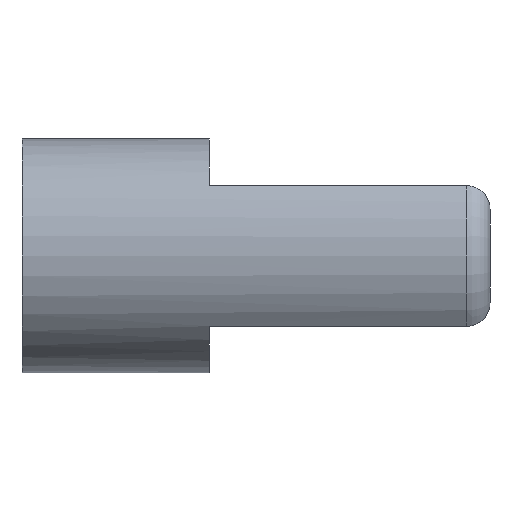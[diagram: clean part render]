
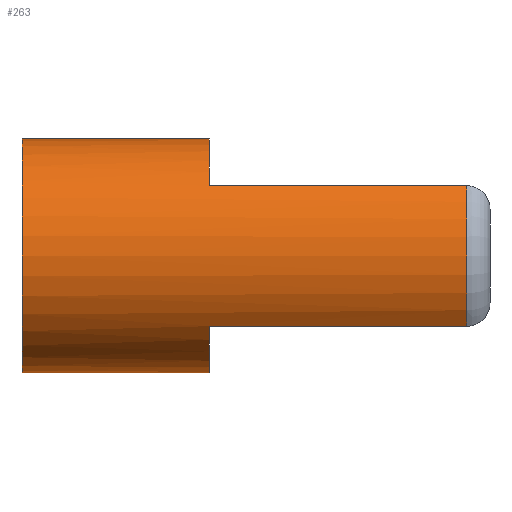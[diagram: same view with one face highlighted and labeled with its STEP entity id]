
A CAD part, left-side view. The second image highlights one B-rep face of the part: STEP entity #263.
In plain terms, the highlighted cylindrical face has radius 2.5 mm (diameter 5 mm), a partial arc.
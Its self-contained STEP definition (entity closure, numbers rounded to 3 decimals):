
#2 = DIRECTION ( 'NONE',  ( 0., 1., 0. ) ) ;
#8 = VERTEX_POINT ( 'NONE', #336 ) ;
#29 = VECTOR ( 'NONE', #296, 1000. ) ;
#33 = CARTESIAN_POINT ( 'NONE',  ( 0., 0., 0. ) ) ;
#34 = AXIS2_PLACEMENT_3D ( 'NONE', #402, #274, #230 ) ;
#50 = EDGE_CURVE ( 'NONE', #417, #300, #369, .T. ) ;
#54 = FACE_OUTER_BOUND ( 'NONE', #205, .T. ) ;
#59 = CARTESIAN_POINT ( 'NONE',  ( 0., -4., 2.5 ) ) ;
#65 = CARTESIAN_POINT ( 'NONE',  ( 0., -4., -2.5 ) ) ;
#66 = ORIENTED_EDGE ( 'NONE', *, *, #75, .F. ) ;
#75 = EDGE_CURVE ( 'NONE', #293, #258, #301, .T. ) ;
#94 = LINE ( 'NONE', #397, #400 ) ;
#95 = VERTEX_POINT ( 'NONE', #270 ) ;
#97 = CYLINDRICAL_SURFACE ( 'NONE', #34, 2.5 ) ;
#99 = LINE ( 'NONE', #370, #316 ) ;
#107 = DIRECTION ( 'NONE',  ( 0., 1., 0. ) ) ;
#113 = CARTESIAN_POINT ( 'NONE',  ( -2., -4., 1.5 ) ) ;
#117 = VERTEX_POINT ( 'NONE', #59 ) ;
#132 = DIRECTION ( 'NONE',  ( 1., 0., 0. ) ) ;
#137 = EDGE_CURVE ( 'NONE', #293, #300, #152, .T. ) ;
#150 = ORIENTED_EDGE ( 'NONE', *, *, #137, .T. ) ;
#152 = CIRCLE ( 'NONE', #419, 2.5 ) ;
#158 = CIRCLE ( 'NONE', #405, 2.5 ) ;
#159 = ORIENTED_EDGE ( 'NONE', *, *, #183, .F. ) ;
#168 = CARTESIAN_POINT ( 'NONE',  ( 0., -4., 0. ) ) ;
#176 = AXIS2_PLACEMENT_3D ( 'NONE', #238, #295, #377 ) ;
#178 = CARTESIAN_POINT ( 'NONE',  ( 0., -4., 0. ) ) ;
#183 = EDGE_CURVE ( 'NONE', #258, #95, #245, .T. ) ;
#195 = CIRCLE ( 'NONE', #176, 2.5 ) ;
#202 = DIRECTION ( 'NONE',  ( 0., 1., 0. ) ) ;
#203 = EDGE_CURVE ( 'NONE', #117, #95, #94, .T. ) ;
#204 = CARTESIAN_POINT ( 'NONE',  ( -2., -4., -1.5 ) ) ;
#205 = EDGE_LOOP ( 'NONE', ( #66, #150, #281, #220, #322, #421, #362, #159 ) ) ;
#220 = ORIENTED_EDGE ( 'NONE', *, *, #302, .T. ) ;
#227 = DIRECTION ( 'NONE',  ( 0., 1., 0. ) ) ;
#230 = DIRECTION ( 'NONE',  ( 0., 0., 1. ) ) ;
#238 = CARTESIAN_POINT ( 'NONE',  ( 0., -9.5, 0. ) ) ;
#245 = CIRCLE ( 'NONE', #344, 2.5 ) ;
#258 = VERTEX_POINT ( 'NONE', #297 ) ;
#263 = ADVANCED_FACE ( 'NONE', ( #54 ), #97, .T. ) ;
#268 = DIRECTION ( 'NONE',  ( 0., 1., 0. ) ) ;
#270 = CARTESIAN_POINT ( 'NONE',  ( 0., 0., 2.5 ) ) ;
#274 = DIRECTION ( 'NONE',  ( 0., 1., 0. ) ) ;
#281 = ORIENTED_EDGE ( 'NONE', *, *, #50, .F. ) ;
#288 = EDGE_CURVE ( 'NONE', #8, #314, #99, .T. ) ;
#293 = VERTEX_POINT ( 'NONE', #65 ) ;
#295 = DIRECTION ( 'NONE',  ( 0., 1., 0. ) ) ;
#296 = DIRECTION ( 'NONE',  ( 0., 1., 0. ) ) ;
#297 = CARTESIAN_POINT ( 'NONE',  ( 0., 0., -2.5 ) ) ;
#298 = DIRECTION ( 'NONE',  ( 0., 1., 0. ) ) ;
#300 = VERTEX_POINT ( 'NONE', #204 ) ;
#301 = LINE ( 'NONE', #443, #440 ) ;
#302 = EDGE_CURVE ( 'NONE', #417, #8, #195, .T. ) ;
#314 = VERTEX_POINT ( 'NONE', #113 ) ;
#316 = VECTOR ( 'NONE', #107, 1000. ) ;
#322 = ORIENTED_EDGE ( 'NONE', *, *, #288, .T. ) ;
#326 = DIRECTION ( 'NONE',  ( 1., 0., 0. ) ) ;
#336 = CARTESIAN_POINT ( 'NONE',  ( -2., -9.5, 1.5 ) ) ;
#344 = AXIS2_PLACEMENT_3D ( 'NONE', #33, #268, #326 ) ;
#362 = ORIENTED_EDGE ( 'NONE', *, *, #203, .T. ) ;
#369 = LINE ( 'NONE', #376, #29 ) ;
#370 = CARTESIAN_POINT ( 'NONE',  ( -2., -10., 1.5 ) ) ;
#376 = CARTESIAN_POINT ( 'NONE',  ( -2., -10., -1.5 ) ) ;
#377 = DIRECTION ( 'NONE',  ( 0., 0., -1. ) ) ;
#397 = CARTESIAN_POINT ( 'NONE',  ( 0., -4., 2.5 ) ) ;
#400 = VECTOR ( 'NONE', #227, 1000. ) ;
#402 = CARTESIAN_POINT ( 'NONE',  ( 0., -4., 0. ) ) ;
#403 = EDGE_CURVE ( 'NONE', #314, #117, #158, .T. ) ;
#405 = AXIS2_PLACEMENT_3D ( 'NONE', #178, #2, #410 ) ;
#410 = DIRECTION ( 'NONE',  ( 1., 0., 0. ) ) ;
#414 = CARTESIAN_POINT ( 'NONE',  ( -2., -9.5, -1.5 ) ) ;
#417 = VERTEX_POINT ( 'NONE', #414 ) ;
#419 = AXIS2_PLACEMENT_3D ( 'NONE', #168, #298, #132 ) ;
#421 = ORIENTED_EDGE ( 'NONE', *, *, #403, .T. ) ;
#440 = VECTOR ( 'NONE', #202, 1000. ) ;
#443 = CARTESIAN_POINT ( 'NONE',  ( 0., -4., -2.5 ) ) ;
